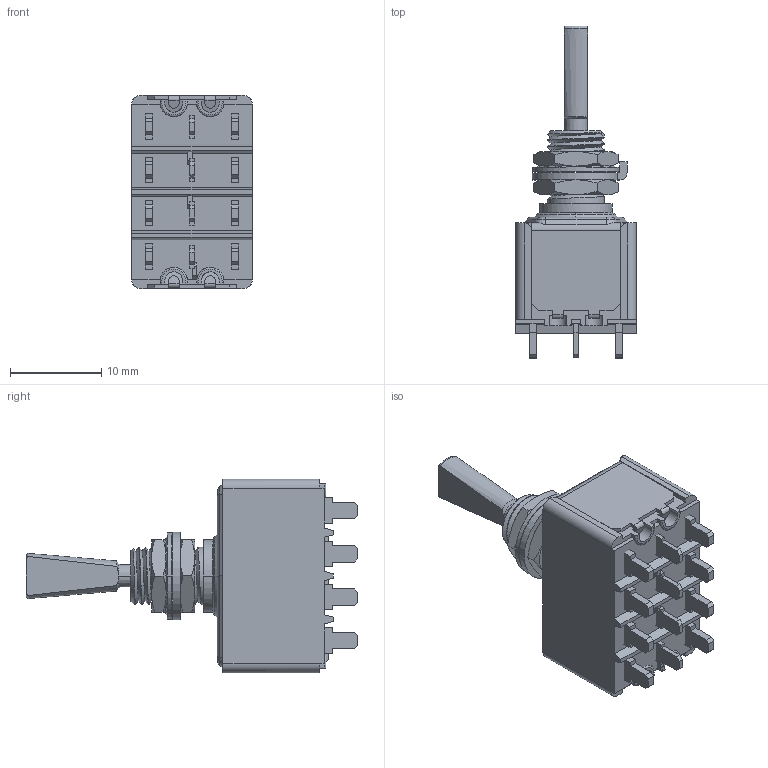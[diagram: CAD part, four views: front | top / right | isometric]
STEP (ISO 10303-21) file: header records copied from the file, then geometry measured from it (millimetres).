
FILE_DESCRIPTION((''),'2;1');
FILE_NAME('5666A9','2014-12-15T',('brevel'),(''),'PRO/ENGINEER BY PARAMETRIC TECHNOLOGY CORPORATION, 2013410','PRO/ENGINEER BY PARAMETRIC TECHNOLOGY CORPORATION, 2013410','');
FILE_SCHEMA(('CONFIG_CONTROL_DESIGN'));
Length unit declared in the file: millimetre
Products named in the file (1): 5666A9
Bounding box: 13.2 x 36.38 x 21.2 mm (x, y, z)
Surface area: 3448.8 mm2 (no closed solid volume)
Topology: 0 solids, 40 shells, 532 faces, 1690 edges, 1195 vertices
Faces by surface type: plane 378, cylinder 77, cone 53, bspline 16, torus 8
Entity records: 20602 total; most frequent: CARTESIAN_POINT 6268, ORIENTED_EDGE 2900, DIRECTION 2726, EDGE_CURVE 1690, VERTEX_POINT 1195, VECTOR 1156, LINE 1156, AXIS2_PLACEMENT_3D 785
